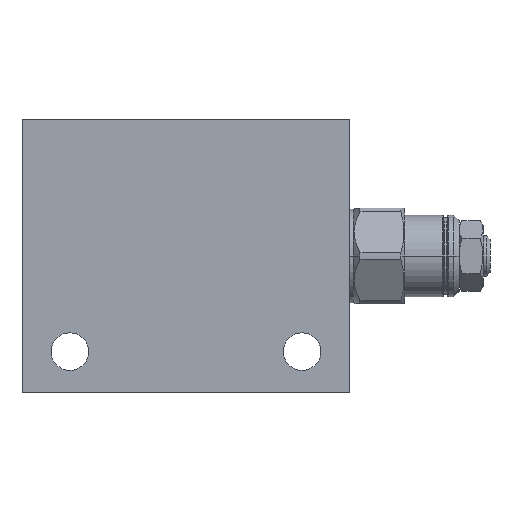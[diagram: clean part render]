
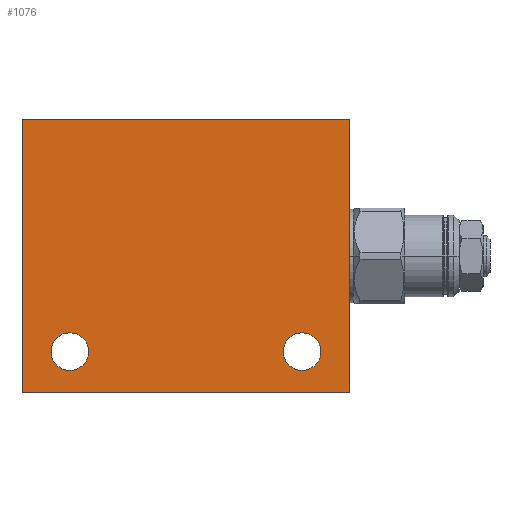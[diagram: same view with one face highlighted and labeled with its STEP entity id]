
A CAD part, left-side view. The second image highlights one B-rep face of the part: STEP entity #1076.
In plain terms, the highlighted planar face has unit normal (-1, 0, 0).
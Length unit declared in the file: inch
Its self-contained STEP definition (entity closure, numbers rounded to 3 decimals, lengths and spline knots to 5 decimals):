
#1=DIRECTION('',(0.,-1.,0.));
#2=VECTOR('',#1,3.);
#3=CARTESIAN_POINT('',(0.,0.,0.));
#4=LINE('',#3,#2);
#27=DIRECTION('',(0.,0.,1.));
#28=VECTOR('',#27,2.5);
#29=CARTESIAN_POINT('',(0.,0.,0.));
#30=LINE('',#29,#28);
#31=CARTESIAN_POINT('',(0.,-2.562,0.375));
#32=DIRECTION('',(-1.,0.,0.));
#33=DIRECTION('',(0.,1.,0.));
#34=AXIS2_PLACEMENT_3D('',#31,#32,#33);
#36=CARTESIAN_POINT('',(0.,-2.562,0.375));
#37=DIRECTION('',(-1.,0.,0.));
#38=DIRECTION('',(0.,-1.,0.));
#39=AXIS2_PLACEMENT_3D('',#36,#37,#38);
#41=CARTESIAN_POINT('',(0.,-0.438,0.375));
#42=DIRECTION('',(-1.,0.,0.));
#43=DIRECTION('',(0.,1.,0.));
#44=AXIS2_PLACEMENT_3D('',#41,#42,#43);
#46=CARTESIAN_POINT('',(0.,-0.438,0.375));
#47=DIRECTION('',(-1.,0.,0.));
#48=DIRECTION('',(0.,-1.,0.));
#49=AXIS2_PLACEMENT_3D('',#46,#47,#48);
#89=DIRECTION('',(0.,0.,1.));
#90=VECTOR('',#89,2.5);
#91=CARTESIAN_POINT('',(0.,-3.,0.));
#92=LINE('',#91,#90);
#103=DIRECTION('',(0.,-1.,0.));
#104=VECTOR('',#103,3.);
#105=CARTESIAN_POINT('',(0.,0.,2.5));
#106=LINE('',#105,#104);
#861=CARTESIAN_POINT('',(0.,0.,0.));
#862=CARTESIAN_POINT('',(0.,-3.,0.));
#863=VERTEX_POINT('',#861);
#864=VERTEX_POINT('',#862);
#869=CARTESIAN_POINT('',(0.,0.,2.5));
#870=CARTESIAN_POINT('',(0.,-3.,2.5));
#871=VERTEX_POINT('',#869);
#872=VERTEX_POINT('',#870);
#954=CARTESIAN_POINT('',(0.,-2.39,0.375));
#955=CARTESIAN_POINT('',(0.,-2.734,0.375));
#956=VERTEX_POINT('',#954);
#957=VERTEX_POINT('',#955);
#962=CARTESIAN_POINT('',(0.,-0.266,0.375));
#963=CARTESIAN_POINT('',(0.,-0.61,0.375));
#964=VERTEX_POINT('',#962);
#965=VERTEX_POINT('',#963);
#1050=CARTESIAN_POINT('',(0.,0.,0.));
#1051=DIRECTION('',(-1.,0.,0.));
#1052=DIRECTION('',(0.,-1.,0.));
#1053=AXIS2_PLACEMENT_3D('',#1050,#1051,#1052);
#1054=PLANE('',#1053);
#1055=ORIENTED_EDGE('',*,*,#1033,.F.);
#1057=ORIENTED_EDGE('',*,*,#1056,.T.);
#1059=ORIENTED_EDGE('',*,*,#1058,.T.);
#1061=ORIENTED_EDGE('',*,*,#1060,.F.);
#1062=EDGE_LOOP('',(#1055,#1057,#1059,#1061));
#1063=FACE_OUTER_BOUND('',#1062,.F.);
#1065=ORIENTED_EDGE('',*,*,#1064,.T.);
#1067=ORIENTED_EDGE('',*,*,#1066,.T.);
#1068=EDGE_LOOP('',(#1065,#1067));
#1069=FACE_BOUND('',#1068,.F.);
#1071=ORIENTED_EDGE('',*,*,#1070,.T.);
#1073=ORIENTED_EDGE('',*,*,#1072,.T.);
#1074=EDGE_LOOP('',(#1071,#1073));
#1075=FACE_BOUND('',#1074,.F.);
#1076=ADVANCED_FACE('',(#1063,#1069,#1075),#1054,.T.);
#35=CIRCLE('',#34,0.172);
#40=CIRCLE('',#39,0.172);
#45=CIRCLE('',#44,0.172);
#50=CIRCLE('',#49,0.172);
#1033=EDGE_CURVE('',#863,#864,#4,.T.);
#1056=EDGE_CURVE('',#863,#871,#30,.T.);
#1058=EDGE_CURVE('',#871,#872,#106,.T.);
#1060=EDGE_CURVE('',#864,#872,#92,.T.);
#1064=EDGE_CURVE('',#956,#957,#35,.T.);
#1066=EDGE_CURVE('',#957,#956,#40,.T.);
#1070=EDGE_CURVE('',#964,#965,#45,.T.);
#1072=EDGE_CURVE('',#965,#964,#50,.T.);
